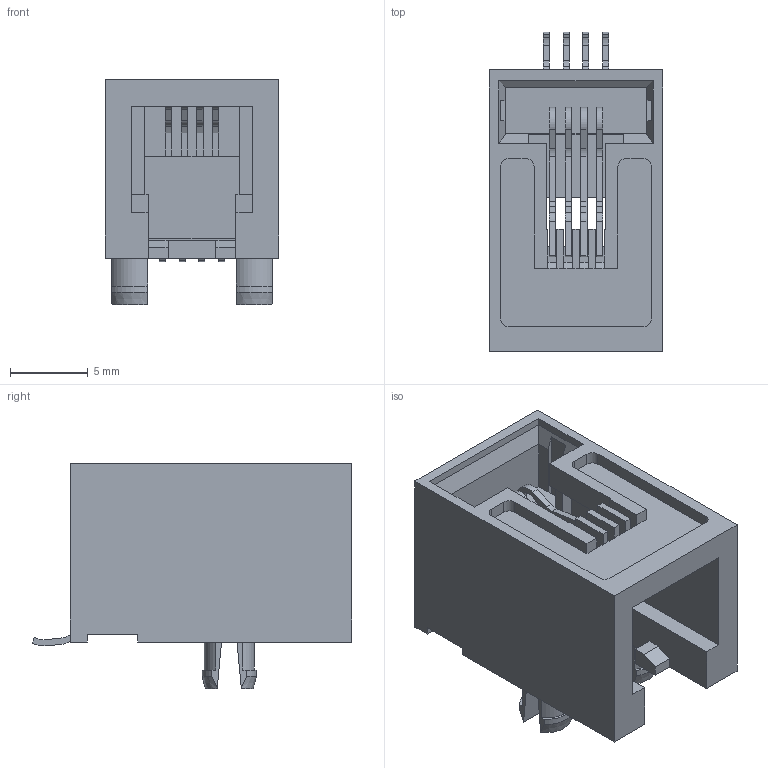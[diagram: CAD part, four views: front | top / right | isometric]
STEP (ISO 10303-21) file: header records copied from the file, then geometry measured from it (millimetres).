
FILE_DESCRIPTION(('FreeCAD Model'),'2;1');
FILE_NAME('SOLID.step','2017-10-18T14:02:40',( 'kicad StepUp'),('ksu MCAD'),'Open CASCADE STEP processor 6.8', 'FreeCAD','Unknown');
FILE_SCHEMA(('AUTOMOTIVE_DESIGN_CC2 { 1 2 10303 214 -1 1 5 4 }'));
Length unit declared in the file: millimetre
Products named in the file (2): ASSEMBLY; SOLID
Assembly tree (1 placements, depth 2):
  ASSEMBLY
    SOLID
Bounding box: 11.18 x 20.55 x 14.5 mm (x, y, z)
Volume: 1145 mm3; surface area: 1842.1 mm2
Topology: 1 solids, 1 shells, 299 faces, 864 edges, 566 vertices
Faces by surface type: plane 233, cylinder 62, cone 4
Entity records: 9805 total; most frequent: CARTESIAN_POINT 1787, ORIENTED_EDGE 1728, DIRECTION 1582, EDGE_CURVE 864, LINE 724, VECTOR 724, VERTEX_POINT 566, AXIS2_PLACEMENT_3D 429
